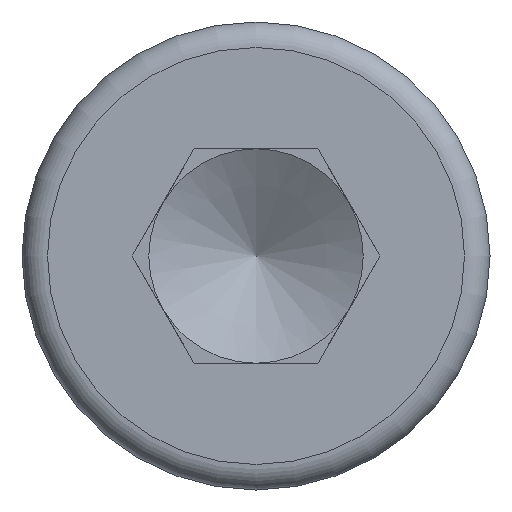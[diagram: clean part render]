
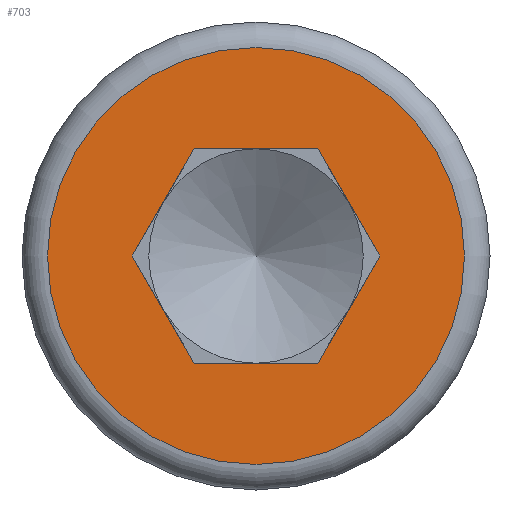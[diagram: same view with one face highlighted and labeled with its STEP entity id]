
A CAD part, left-side view. The second image highlights one B-rep face of the part: STEP entity #703.
In plain terms, the highlighted planar face has unit normal (-1, 0, 0).
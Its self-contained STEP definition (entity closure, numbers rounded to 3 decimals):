
#36 = ORIENTED_EDGE ( 'NONE', *, *, #610, .F. ) ;
#49 = VERTEX_POINT ( 'NONE', #231 ) ;
#120 = AXIS2_PLACEMENT_3D ( 'NONE', #1146, #2215, #1170 ) ;
#177 = LINE ( 'NONE', #2293, #1018 ) ;
#193 = LINE ( 'NONE', #1689, #1802 ) ;
#231 = CARTESIAN_POINT ( 'NONE',  ( 0., -0.727, -1.26 ) ) ;
#232 = CARTESIAN_POINT ( 'NONE',  ( 0., 0., 0. ) ) ;
#339 = AXIS2_PLACEMENT_3D ( 'NONE', #232, #1714, #866 ) ;
#474 = DIRECTION ( 'NONE',  ( 0., 0.5, -0.866 ) ) ;
#538 = EDGE_CURVE ( 'NONE', #1908, #1218, #193, .T. ) ;
#546 = VERTEX_POINT ( 'NONE', #2032 ) ;
#572 = LINE ( 'NONE', #800, #1469 ) ;
#610 = EDGE_CURVE ( 'NONE', #1908, #2253, #2295, .T. ) ;
#646 = DIRECTION ( 'NONE',  ( 0., -0.5, 0.866 ) ) ;
#703 = ADVANCED_FACE ( 'NONE', ( #2511, #1077 ), #2550, .T. ) ;
#708 = ORIENTED_EDGE ( 'NONE', *, *, #1634, .F. ) ;
#721 = VERTEX_POINT ( 'NONE', #1912 ) ;
#800 = CARTESIAN_POINT ( 'NONE',  ( 0., 0.727, -1.26 ) ) ;
#866 = DIRECTION ( 'NONE',  ( 0., 0., 1. ) ) ;
#878 = VERTEX_POINT ( 'NONE', #1313 ) ;
#977 = CIRCLE ( 'NONE', #120, 2.45 ) ;
#1018 = VECTOR ( 'NONE', #2469, 1000. ) ;
#1077 = FACE_OUTER_BOUND ( 'NONE', #2569, .T. ) ;
#1146 = CARTESIAN_POINT ( 'NONE',  ( 0., 0., 0. ) ) ;
#1170 = DIRECTION ( 'NONE',  ( 0., 0., 1. ) ) ;
#1218 = VERTEX_POINT ( 'NONE', #1668 ) ;
#1274 = DIRECTION ( 'NONE',  ( 0., -0.5, -0.866 ) ) ;
#1313 = CARTESIAN_POINT ( 'NONE',  ( 0., -1.455, 0. ) ) ;
#1349 = LINE ( 'NONE', #2614, #2021 ) ;
#1412 = EDGE_CURVE ( 'NONE', #721, #1218, #1349, .T. ) ;
#1436 = DIRECTION ( 'NONE',  ( 0., -1., 0. ) ) ;
#1438 = ORIENTED_EDGE ( 'NONE', *, *, #2388, .T. ) ;
#1469 = VECTOR ( 'NONE', #1436, 1000. ) ;
#1499 = CARTESIAN_POINT ( 'NONE',  ( 0., 0.727, -1.26 ) ) ;
#1558 = ORIENTED_EDGE ( 'NONE', *, *, #2065, .T. ) ;
#1634 = EDGE_CURVE ( 'NONE', #2253, #49, #572, .T. ) ;
#1668 = CARTESIAN_POINT ( 'NONE',  ( 0., 0.727, 1.26 ) ) ;
#1689 = CARTESIAN_POINT ( 'NONE',  ( 0., 1.455, 0. ) ) ;
#1693 = EDGE_CURVE ( 'NONE', #878, #49, #2560, .T. ) ;
#1714 = DIRECTION ( 'NONE',  ( -1., 0., 0. ) ) ;
#1746 = CARTESIAN_POINT ( 'NONE',  ( 0., -1.455, 0. ) ) ;
#1802 = VECTOR ( 'NONE', #646, 1000. ) ;
#1815 = DIRECTION ( 'NONE',  ( 0., 1., 0. ) ) ;
#1908 = VERTEX_POINT ( 'NONE', #1980 ) ;
#1912 = CARTESIAN_POINT ( 'NONE',  ( 0., -0.727, 1.26 ) ) ;
#1922 = VECTOR ( 'NONE', #474, 1000. ) ;
#1980 = CARTESIAN_POINT ( 'NONE',  ( 0., 1.455, 0. ) ) ;
#2021 = VECTOR ( 'NONE', #1815, 1000. ) ;
#2032 = CARTESIAN_POINT ( 'NONE',  ( 0., 0., 2.45 ) ) ;
#2065 = EDGE_CURVE ( 'NONE', #721, #878, #177, .T. ) ;
#2215 = DIRECTION ( 'NONE',  ( -1., 0., 0. ) ) ;
#2253 = VERTEX_POINT ( 'NONE', #1499 ) ;
#2254 = ORIENTED_EDGE ( 'NONE', *, *, #538, .T. ) ;
#2263 = EDGE_LOOP ( 'NONE', ( #2254, #2502, #1558, #2496, #708, #36 ) ) ;
#2293 = CARTESIAN_POINT ( 'NONE',  ( 0., -0.727, 1.26 ) ) ;
#2295 = LINE ( 'NONE', #2335, #2555 ) ;
#2335 = CARTESIAN_POINT ( 'NONE',  ( 0., 1.455, 0. ) ) ;
#2388 = EDGE_CURVE ( 'NONE', #546, #546, #977, .T. ) ;
#2469 = DIRECTION ( 'NONE',  ( 0., -0.5, -0.866 ) ) ;
#2496 = ORIENTED_EDGE ( 'NONE', *, *, #1693, .T. ) ;
#2502 = ORIENTED_EDGE ( 'NONE', *, *, #1412, .F. ) ;
#2511 = FACE_BOUND ( 'NONE', #2263, .T. ) ;
#2550 = PLANE ( 'NONE',  #339 ) ;
#2555 = VECTOR ( 'NONE', #1274, 1000. ) ;
#2560 = LINE ( 'NONE', #1746, #1922 ) ;
#2569 = EDGE_LOOP ( 'NONE', ( #1438 ) ) ;
#2614 = CARTESIAN_POINT ( 'NONE',  ( 0., -0.727, 1.26 ) ) ;
